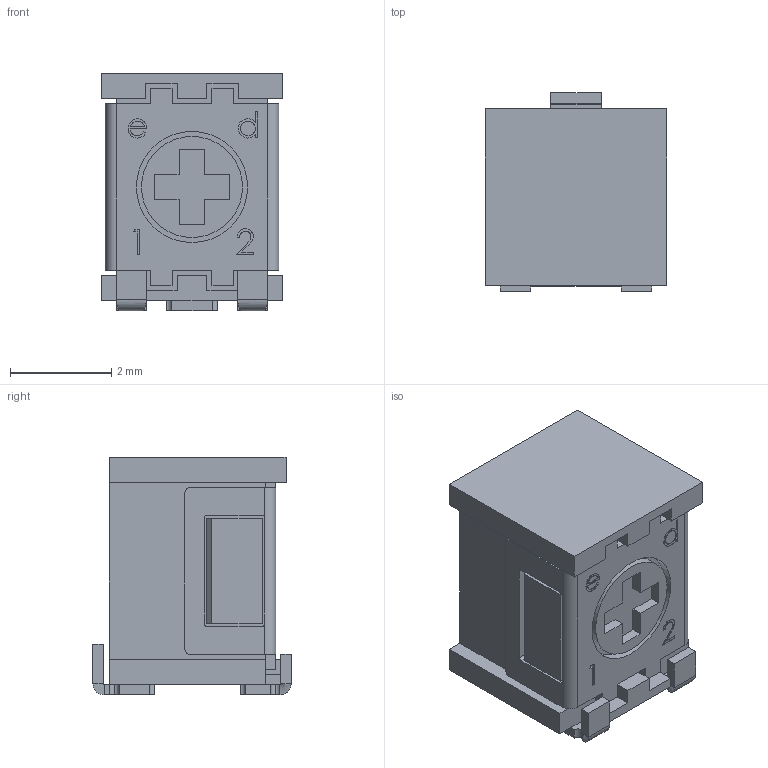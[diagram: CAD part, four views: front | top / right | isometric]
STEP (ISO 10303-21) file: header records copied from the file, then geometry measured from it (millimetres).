
FILE_DESCRIPTION (( 'STEP AP214' ), '1' );
FILE_NAME ('RES-ADJ-TH_3P-L3.6-W3.5-P2.40-BR-FS.step', '2022-07-28T08:41:02', ( '' ), ( '' ), 'SwSTEP 2.0', 'SolidWorks 2020', '' );
FILE_SCHEMA (( 'AUTOMOTIVE_DESIGN' ));
Length unit declared in the file: millimetre
Products named in the file (1): RES-ADJ-TH_3P-L3.6-W3.5-P2.40-BR-FS
Bounding box: 3.6 x 3.92 x 4.7 mm (x, y, z)
Volume: 48.9 mm3; surface area: 125.6 mm2
Topology: 4 solids, 4 shells, 456 faces, 1211 edges, 790 vertices
Faces by surface type: plane 286, bspline 127, cylinder 43
Entity records: 18927 total; most frequent: CARTESIAN_POINT 5353, ORIENTED_EDGE 2422, DIRECTION 1691, EDGE_CURVE 1211, LINE 875, VECTOR 875, VERTEX_POINT 790, EDGE_LOOP 487
